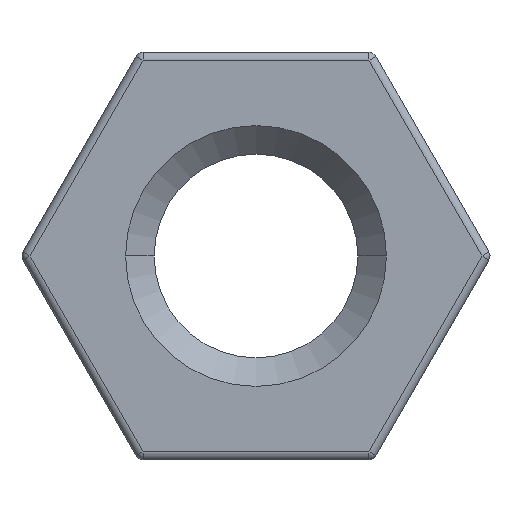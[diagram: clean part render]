
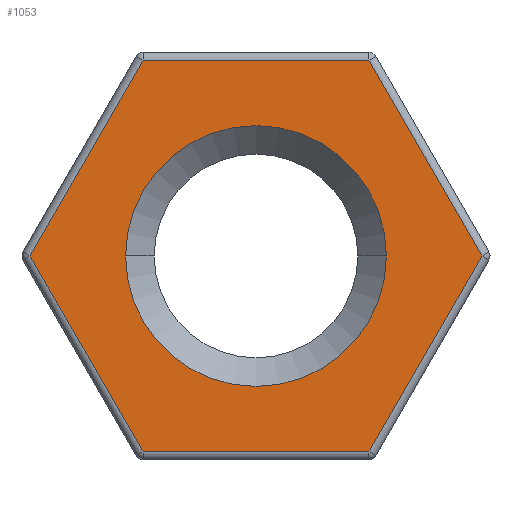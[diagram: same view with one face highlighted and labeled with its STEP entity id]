
A CAD part, left-side view. The second image highlights one B-rep face of the part: STEP entity #1053.
In plain terms, the highlighted planar face has unit normal (-1, 0, 0).
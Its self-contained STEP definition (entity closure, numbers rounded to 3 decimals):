
#2 = PLANE ( 'NONE',  #532 ) ;
#6 = CARTESIAN_POINT ( 'NONE',  ( 0., 0., 0. ) ) ;
#12 = DIRECTION ( 'NONE',  ( 1., 0., 0. ) ) ;
#16 = CARTESIAN_POINT ( 'NONE',  ( 0., 1.386, 2.4 ) ) ;
#18 = ORIENTED_EDGE ( 'NONE', *, *, #980, .T. ) ;
#41 = VERTEX_POINT ( 'NONE', #637 ) ;
#49 = CARTESIAN_POINT ( 'NONE',  ( 0., -1.386, -2.4 ) ) ;
#56 = CARTESIAN_POINT ( 'NONE',  ( 0., 2.078, 1.2 ) ) ;
#72 = VERTEX_POINT ( 'NONE', #16 ) ;
#83 = ORIENTED_EDGE ( 'NONE', *, *, #90, .T. ) ;
#90 = EDGE_CURVE ( 'NONE', #72, #1087, #953, .T. ) ;
#93 = DIRECTION ( 'NONE',  ( 0., -0.5, 0.866 ) ) ;
#97 = CARTESIAN_POINT ( 'NONE',  ( 0., -2.078, -1.2 ) ) ;
#173 = LINE ( 'NONE', #569, #987 ) ;
#193 = VERTEX_POINT ( 'NONE', #49 ) ;
#202 = CARTESIAN_POINT ( 'NONE',  ( 0., 2.771, 0. ) ) ;
#224 = CARTESIAN_POINT ( 'NONE',  ( 0., 0., 2.4 ) ) ;
#249 = ORIENTED_EDGE ( 'NONE', *, *, #1154, .T. ) ;
#253 = VERTEX_POINT ( 'NONE', #1138 ) ;
#261 = EDGE_LOOP ( 'NONE', ( #375, #891, #83, #324, #786, #18 ) ) ;
#316 = LINE ( 'NONE', #414, #1239 ) ;
#324 = ORIENTED_EDGE ( 'NONE', *, *, #529, .T. ) ;
#345 = VERTEX_POINT ( 'NONE', #1187 ) ;
#375 = ORIENTED_EDGE ( 'NONE', *, *, #893, .T. ) ;
#393 = DIRECTION ( 'NONE',  ( 0., 1., 0. ) ) ;
#396 = VERTEX_POINT ( 'NONE', #1151 ) ;
#414 = CARTESIAN_POINT ( 'NONE',  ( 0., -2.078, 1.2 ) ) ;
#425 = DIRECTION ( 'NONE',  ( 0., 0.5, 0.866 ) ) ;
#449 = VECTOR ( 'NONE', #1026, 1000. ) ;
#474 = ORIENTED_EDGE ( 'NONE', *, *, #602, .T. ) ;
#482 = VERTEX_POINT ( 'NONE', #1244 ) ;
#529 = EDGE_CURVE ( 'NONE', #1087, #396, #675, .T. ) ;
#532 = AXIS2_PLACEMENT_3D ( 'NONE', #6, #12, #756 ) ;
#567 = DIRECTION ( 'NONE',  ( 0., -1., 0. ) ) ;
#569 = CARTESIAN_POINT ( 'NONE',  ( 0., 0., -2.4 ) ) ;
#574 = FACE_BOUND ( 'NONE', #817, .T. ) ;
#596 = DIRECTION ( 'NONE',  ( 0., 1., 0. ) ) ;
#602 = EDGE_CURVE ( 'NONE', #482, #345, #1152, .T. ) ;
#637 = CARTESIAN_POINT ( 'NONE',  ( 0., -1.386, 2.4 ) ) ;
#675 = LINE ( 'NONE', #968, #816 ) ;
#702 = DIRECTION ( 'NONE',  ( 0., 1., 0. ) ) ;
#739 = CARTESIAN_POINT ( 'NONE',  ( 0., 0., 0. ) ) ;
#756 = DIRECTION ( 'NONE',  ( 0., 1., 0. ) ) ;
#767 = EDGE_CURVE ( 'NONE', #396, #193, #173, .T. ) ;
#786 = ORIENTED_EDGE ( 'NONE', *, *, #767, .T. ) ;
#803 = DIRECTION ( 'NONE',  ( 1., 0., 0. ) ) ;
#812 = LINE ( 'NONE', #224, #1194 ) ;
#816 = VECTOR ( 'NONE', #1069, 1000. ) ;
#817 = EDGE_LOOP ( 'NONE', ( #249, #474 ) ) ;
#881 = VECTOR ( 'NONE', #93, 1000. ) ;
#891 = ORIENTED_EDGE ( 'NONE', *, *, #1127, .T. ) ;
#893 = EDGE_CURVE ( 'NONE', #253, #41, #316, .T. ) ;
#918 = CARTESIAN_POINT ( 'NONE',  ( 0., 0., 0. ) ) ;
#933 = DIRECTION ( 'NONE',  ( 1., 0., 0. ) ) ;
#953 = LINE ( 'NONE', #56, #449 ) ;
#968 = CARTESIAN_POINT ( 'NONE',  ( 0., 2.078, -1.2 ) ) ;
#980 = EDGE_CURVE ( 'NONE', #193, #253, #1250, .T. ) ;
#987 = VECTOR ( 'NONE', #567, 1000. ) ;
#1026 = DIRECTION ( 'NONE',  ( 0., 0.5, -0.866 ) ) ;
#1034 = AXIS2_PLACEMENT_3D ( 'NONE', #918, #933, #702 ) ;
#1053 = ADVANCED_FACE ( 'NONE', ( #1181, #574 ), #2, .F. ) ;
#1069 = DIRECTION ( 'NONE',  ( 0., -0.5, -0.866 ) ) ;
#1087 = VERTEX_POINT ( 'NONE', #202 ) ;
#1127 = EDGE_CURVE ( 'NONE', #41, #72, #812, .T. ) ;
#1138 = CARTESIAN_POINT ( 'NONE',  ( 0., -2.771, 0. ) ) ;
#1151 = CARTESIAN_POINT ( 'NONE',  ( 0., 1.386, -2.4 ) ) ;
#1152 = CIRCLE ( 'NONE', #1034, 1.6 ) ;
#1154 = EDGE_CURVE ( 'NONE', #345, #482, #1217, .T. ) ;
#1181 = FACE_OUTER_BOUND ( 'NONE', #261, .T. ) ;
#1187 = CARTESIAN_POINT ( 'NONE',  ( 0., 1.6, 0. ) ) ;
#1194 = VECTOR ( 'NONE', #393, 1000. ) ;
#1217 = CIRCLE ( 'NONE', #1253, 1.6 ) ;
#1239 = VECTOR ( 'NONE', #425, 1000. ) ;
#1244 = CARTESIAN_POINT ( 'NONE',  ( 0., -1.6, 0. ) ) ;
#1250 = LINE ( 'NONE', #97, #881 ) ;
#1253 = AXIS2_PLACEMENT_3D ( 'NONE', #739, #803, #596 ) ;
